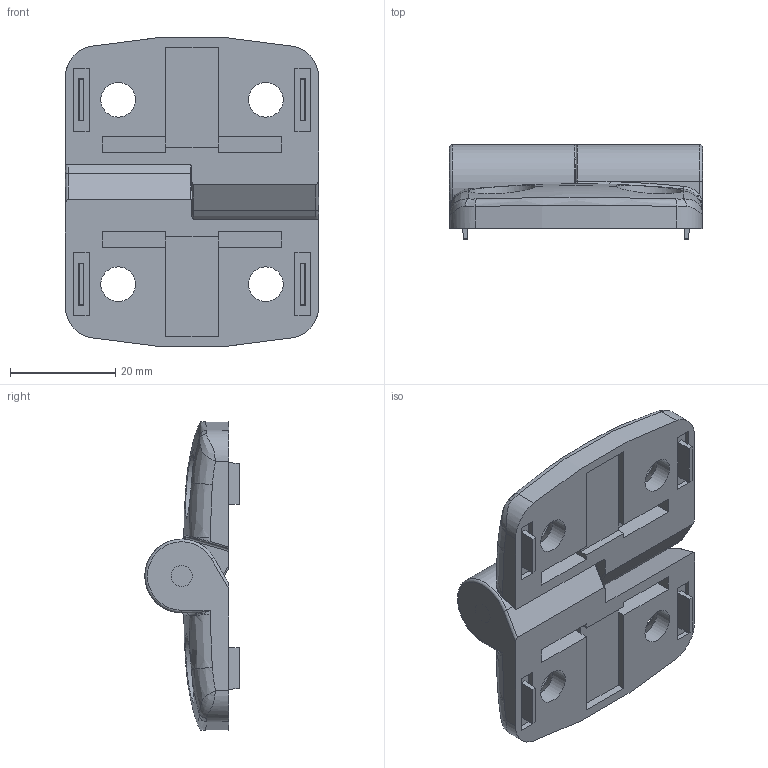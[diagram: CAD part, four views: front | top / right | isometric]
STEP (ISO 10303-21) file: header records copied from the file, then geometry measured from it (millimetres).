
FILE_DESCRIPTION(/* description */ (''),/* implementation_level */ '2;1');
FILE_NAME(/* name */ 'ZB-2004_Kombischarnier_links_30x30_PA-8.stp',/* time_stamp */ '2020-07-21T13:24:19+02:00',/* author */ ('jmaun'),/* organization */ (''),/* preprocessor_version */ 'ST-DEVELOPER v17',/* originating_system */ 'Autodesk Inventor 2019',/* authorisation */ '');
FILE_SCHEMA (('AUTOMOTIVE_DESIGN { 1 0 10303 214 3 1 1 }'));
Length unit declared in the file: millimetre
Products named in the file (1): ZB2004_Kombischarnier_links_30x30_PA-8
Bounding box: 48 x 17.9 x 58.6 mm (x, y, z)
Volume: 20497.6 mm3; surface area: 10914.3 mm2
Topology: 3 solids, 3 shells, 179 faces, 463 edges, 294 vertices
Faces by surface type: plane 90, bspline 40, cylinder 35, torus 8, cone 6
Full cylindrical faces by diameter (mm): 6 x4, 6.2 x1, 6.6 x4, 13 x4
Entity records: 8258 total; most frequent: CARTESIAN_POINT 3881, ORIENTED_EDGE 914, DIRECTION 781, EDGE_CURVE 457, VERTEX_POINT 294, AXIS2_PLACEMENT_3D 270, LINE 241, VECTOR 241
